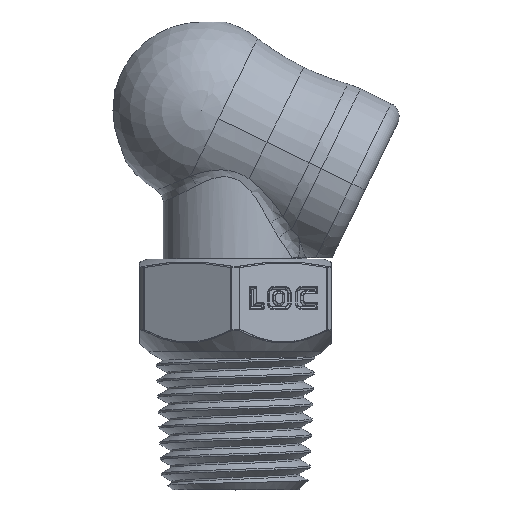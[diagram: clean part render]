
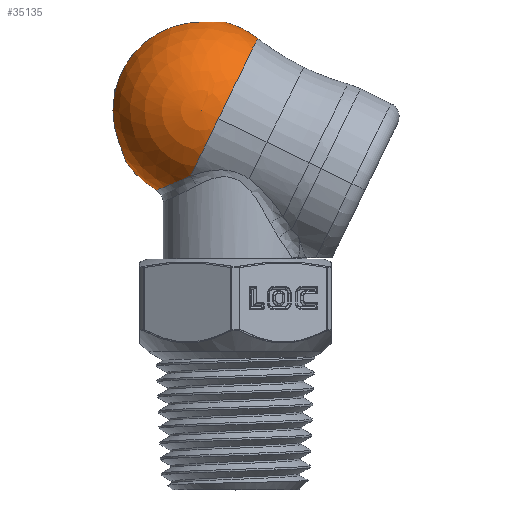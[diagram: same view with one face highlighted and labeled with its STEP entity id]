
A CAD part, top view. The second image highlights one B-rep face of the part: STEP entity #35135.
In plain terms, the highlighted spherical face has radius 8.039 mm.
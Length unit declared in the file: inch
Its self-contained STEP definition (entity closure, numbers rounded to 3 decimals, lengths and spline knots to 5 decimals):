
#3113 = DIRECTION ( 'NONE',  ( 0., 1., 0. ) ) ;
#3114 = DIRECTION ( 'NONE',  ( 0., 0., -1. ) ) ;
#3116 = CARTESIAN_POINT ( 'NONE',  ( 0., 0., 0. ) ) ;
#3165 = DIRECTION ( 'NONE',  ( 1., 0., 0. ) ) ;
#3167 = DIRECTION ( 'NONE',  ( 0., 0., 1. ) ) ;
#3174 = CARTESIAN_POINT ( 'NONE',  ( 0., 0., 0. ) ) ;
#13576 = CARTESIAN_POINT ( 'NONE',  ( 0.06587, 0.30957, 0. ) ) ;
#13578 = CARTESIAN_POINT ( 'NONE',  ( 0.06587, -0.22126, 0.21651 ) ) ;
#13591 = CARTESIAN_POINT ( 'NONE',  ( 0.06587, 0., 0.30957 ) ) ;
#13603 = CARTESIAN_POINT ( 'NONE',  ( -0.15472, -0.2761, 0. ) ) ;
#13608 = CARTESIAN_POINT ( 'NONE',  ( -0.06183, 0.3104, 0. ) ) ;
#14161 = CARTESIAN_POINT ( 'NONE',  ( -0.01876, -0.31594, 0. ) ) ;
#14162 = CARTESIAN_POINT ( 'NONE',  ( -0.01876, -0.31594, 0.02207 ) ) ;
#14166 = CARTESIAN_POINT ( 'NONE',  ( -0.21236, -0.22063, 0.08 ) ) ;
#14167 = CARTESIAN_POINT ( 'NONE',  ( -0.20855, -0.22429, 0.08 ) ) ;
#14171 = CARTESIAN_POINT ( 'NONE',  ( -0.20481, -0.22789, 0.07948 ) ) ;
#14172 = CARTESIAN_POINT ( 'NONE',  ( -0.19745, -0.23498, 0.07745 ) ) ;
#14173 = CARTESIAN_POINT ( 'NONE',  ( -0.19379, -0.2385, 0.07592 ) ) ;
#14174 = CARTESIAN_POINT ( 'NONE',  ( -0.18681, -0.24521, 0.0719 ) ) ;
#14175 = CARTESIAN_POINT ( 'NONE',  ( -0.18351, -0.2484, 0.06945 ) ) ;
#14176 = CARTESIAN_POINT ( 'NONE',  ( -0.17724, -0.25443, 0.06365 ) ) ;
#14177 = CARTESIAN_POINT ( 'NONE',  ( -0.17428, -0.25728, 0.06028 ) ) ;
#14178 = CARTESIAN_POINT ( 'NONE',  ( -0.1663, -0.26496, 0.04921 ) ) ;
#14179 = CARTESIAN_POINT ( 'NONE',  ( -0.16201, -0.26909, 0.0403 ) ) ;
#14180 = CARTESIAN_POINT ( 'NONE',  ( -0.15625, -0.27463, 0.02106 ) ) ;
#14181 = CARTESIAN_POINT ( 'NONE',  ( -0.15472, -0.2761, 0.01056 ) ) ;
#14182 = CARTESIAN_POINT ( 'NONE',  ( -0.15472, -0.2761, 0. ) ) ;
#14183 = CARTESIAN_POINT ( 'NONE',  ( -0.06183, 0.3104, 0. ) ) ;
#14184 = CARTESIAN_POINT ( 'NONE',  ( -0.06183, 0.3104, 0.00528 ) ) ;
#14185 = CARTESIAN_POINT ( 'NONE',  ( 0., 0., 0.08 ) ) ;
#14186 = DIRECTION ( 'NONE',  ( 0., 0., -1. ) ) ;
#14187 = DIRECTION ( 'NONE',  ( 1., 0., 0. ) ) ;
#14188 = CARTESIAN_POINT ( 'NONE',  ( -0.06229, 0.31018, 0.01048 ) ) ;
#14189 = CARTESIAN_POINT ( 'NONE',  ( -0.06412, 0.30929, 0.02069 ) ) ;
#14190 = CARTESIAN_POINT ( 'NONE',  ( -0.0655, 0.30862, 0.02577 ) ) ;
#14191 = CARTESIAN_POINT ( 'NONE',  ( -0.06911, 0.30687, 0.03546 ) ) ;
#14192 = CARTESIAN_POINT ( 'NONE',  ( -0.07132, 0.30579, 0.04005 ) ) ;
#14193 = CARTESIAN_POINT ( 'NONE',  ( -0.07653, 0.30326, 0.04874 ) ) ;
#14194 = CARTESIAN_POINT ( 'NONE',  ( -0.07957, 0.30178, 0.05286 ) ) ;
#14195 = CARTESIAN_POINT ( 'NONE',  ( -0.08952, 0.29695, 0.06393 ) ) ;
#14196 = CARTESIAN_POINT ( 'NONE',  ( -0.09754, 0.29306, 0.06989 ) ) ;
#14197 = CARTESIAN_POINT ( 'NONE',  ( -0.11484, 0.28465, 0.07788 ) ) ;
#14198 = CARTESIAN_POINT ( 'NONE',  ( -0.12429, 0.28007, 0.08 ) ) ;
#14199 = CARTESIAN_POINT ( 'NONE',  ( -0.13379, 0.27545, 0.08 ) ) ;
#14202 = CARTESIAN_POINT ( 'NONE',  ( -0.01671, -0.31379, 0.04365 ) ) ;
#14203 = CARTESIAN_POINT ( 'NONE',  ( -0.01069, -0.30742, 0.07531 ) ) ;
#14204 = CARTESIAN_POINT ( 'NONE',  ( -0.00817, -0.30474, 0.08579 ) ) ;
#14205 = CARTESIAN_POINT ( 'NONE',  ( -0.00229, -0.29845, 0.1059 ) ) ;
#14206 = CARTESIAN_POINT ( 'NONE',  ( 0.00108, -0.29483, 0.11562 ) ) ;
#14207 = CARTESIAN_POINT ( 'NONE',  ( 0.0124, -0.28255, 0.14374 ) ) ;
#14208 = CARTESIAN_POINT ( 'NONE',  ( 0.0217, -0.27235, 0.16126 ) ) ;
#14209 = CARTESIAN_POINT ( 'NONE',  ( 0.03714, -0.25491, 0.18421 ) ) ;
#14210 = CARTESIAN_POINT ( 'NONE',  ( 0.04255, -0.24872, 0.19137 ) ) ;
#14211 = CARTESIAN_POINT ( 'NONE',  ( 0.05388, -0.23556, 0.2047 ) ) ;
#14212 = CARTESIAN_POINT ( 'NONE',  ( 0.0598, -0.22856, 0.21089 ) ) ;
#14213 = CARTESIAN_POINT ( 'NONE',  ( 0.06587, -0.22126, 0.21651 ) ) ;
#15409 = CIRCLE ( 'NONE', #31567, 0.30622 ) ;
#16029 = SPHERICAL_SURFACE ( 'NONE', #31758, 0.3165 ) ;
#16032 = FACE_OUTER_BOUND ( 'NONE', #26991, .T. ) ;
#16520 = EDGE_CURVE ( 'NONE', #23341, #23558, #18114, .T. ) ;
#16524 = EDGE_CURVE ( 'NONE', #27045, #23405, #18117, .T. ) ;
#16550 = EDGE_CURVE ( 'NONE', #23342, #23341, #18143, .T. ) ;
#16554 = EDGE_CURVE ( 'NONE', #23333, #23342, #18144, .T. ) ;
#16702 = AXIS2_PLACEMENT_3D ( 'NONE', #3174, #3167, #3165 ) ;
#16704 = AXIS2_PLACEMENT_3D ( 'NONE', #3116, #3114, #3113 ) ;
#16714 = AXIS2_PLACEMENT_3D ( 'NONE', #32315, #32316, #32317 ) ;
#16718 = AXIS2_PLACEMENT_3D ( 'NONE', #32327, #32328, #32329 ) ;
#18114 = CIRCLE ( 'NONE', #16702, 0.3165 ) ;
#18117 = CIRCLE ( 'NONE', #16704, 0.3165 ) ;
#18143 = CIRCLE ( 'NONE', #16714, 0.30957 ) ;
#18144 = CIRCLE ( 'NONE', #16718, 0.30957 ) ;
#23333 = VERTEX_POINT ( 'NONE', #13578 ) ;
#23341 = VERTEX_POINT ( 'NONE', #13576 ) ;
#23342 = VERTEX_POINT ( 'NONE', #13591 ) ;
#23405 = VERTEX_POINT ( 'NONE', #13603 ) ;
#23558 = VERTEX_POINT ( 'NONE', #13608 ) ;
#26649 = EDGE_CURVE ( 'NONE', #36618, #23405, #39607, .T. ) ;
#26650 = EDGE_CURVE ( 'NONE', #36618, #36615, #15409, .T. ) ;
#26651 = EDGE_CURVE ( 'NONE', #23558, #36615, #39608, .T. ) ;
#26652 = EDGE_CURVE ( 'NONE', #27045, #23333, #39609, .T. ) ;
#26991 = EDGE_LOOP ( 'NONE', ( #27078, #27077, #27076, #27075, #27074, #27073, #27072, #27071 ) ) ;
#27045 = VERTEX_POINT ( 'NONE', #29312 ) ;
#27071 = ORIENTED_EDGE ( 'NONE', *, *, #26649, .T. ) ;
#27072 = ORIENTED_EDGE ( 'NONE', *, *, #26650, .F. ) ;
#27073 = ORIENTED_EDGE ( 'NONE', *, *, #26651, .T. ) ;
#27074 = ORIENTED_EDGE ( 'NONE', *, *, #16520, .T. ) ;
#27075 = ORIENTED_EDGE ( 'NONE', *, *, #16550, .T. ) ;
#27076 = ORIENTED_EDGE ( 'NONE', *, *, #16554, .T. ) ;
#27077 = ORIENTED_EDGE ( 'NONE', *, *, #26652, .T. ) ;
#27078 = ORIENTED_EDGE ( 'NONE', *, *, #16524, .F. ) ;
#29312 = CARTESIAN_POINT ( 'NONE',  ( -0.01876, -0.31594, 0. ) ) ;
#31125 = CARTESIAN_POINT ( 'NONE',  ( -0.13379, 0.27545, 0.08 ) ) ;
#31126 = CARTESIAN_POINT ( 'NONE',  ( -0.21236, -0.22063, 0.08 ) ) ;
#31567 = AXIS2_PLACEMENT_3D ( 'NONE', #14185, #14186, #14187 ) ;
#31758 = AXIS2_PLACEMENT_3D ( 'NONE', #41031, #41030, #41033 ) ;
#32315 = CARTESIAN_POINT ( 'NONE',  ( 0.06587, 0., 0. ) ) ;
#32316 = DIRECTION ( 'NONE',  ( -1., 0., 0. ) ) ;
#32317 = DIRECTION ( 'NONE',  ( 0., 0., 1. ) ) ;
#32327 = CARTESIAN_POINT ( 'NONE',  ( 0.06587, 0., 0. ) ) ;
#32328 = DIRECTION ( 'NONE',  ( -1., 0., 0. ) ) ;
#32329 = DIRECTION ( 'NONE',  ( 0., 0., 1. ) ) ;
#35135 = ADVANCED_FACE ( 'NONE', ( #16032 ), #16029, .T. ) ;
#36615 = VERTEX_POINT ( 'NONE', #31125 ) ;
#36618 = VERTEX_POINT ( 'NONE', #31126 ) ;
#39607 = B_SPLINE_CURVE_WITH_KNOTS ( 'NONE', 3,
 ( #14166, #14167, #14171, #14172, #14173, #14174, #14175, #14176, #14177, #14178, #14179, #14180, #14181, #14182 ),
 .UNSPECIFIED., .F., .F.,
 ( 4, 2, 2, 2, 2, 2, 4 ),
 ( 0., 0.0004, 0.00079, 0.00119, 0.00159, 0.00238, 0.00317 ),
 .UNSPECIFIED. ) ;
#39608 = B_SPLINE_CURVE_WITH_KNOTS ( 'NONE', 3,
 ( #14183, #14184, #14188, #14189, #14190, #14191, #14192, #14193, #14194, #14195, #14196, #14197, #14198, #14199 ),
 .UNSPECIFIED., .F., .F.,
 ( 4, 2, 2, 2, 2, 2, 4 ),
 ( 0., 0.0004, 0.00079, 0.00119, 0.00159, 0.00238, 0.00317 ),
 .UNSPECIFIED. ) ;
#39609 = B_SPLINE_CURVE_WITH_KNOTS ( 'NONE', 3,
 ( #14161, #14162, #14202, #14203, #14204, #14205, #14206, #14207, #14208, #14209, #14210, #14211, #14212, #14213 ),
 .UNSPECIFIED., .F., .F.,
 ( 4, 2, 2, 2, 2, 2, 4 ),
 ( 0.00664, 0.0083, 0.00913, 0.00996, 0.01162, 0.01245, 0.01328 ),
 .UNSPECIFIED. ) ;
#41030 = DIRECTION ( 'NONE',  ( 0., 0., -1. ) ) ;
#41031 = CARTESIAN_POINT ( 'NONE',  ( 0., 0., 0. ) ) ;
#41033 = DIRECTION ( 'NONE',  ( 0., 1., 0. ) ) ;
